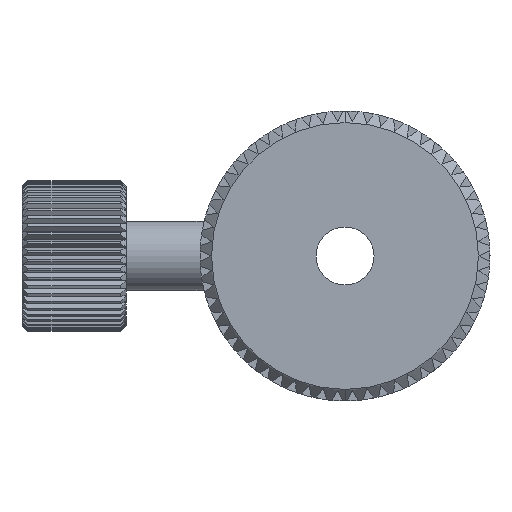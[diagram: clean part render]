
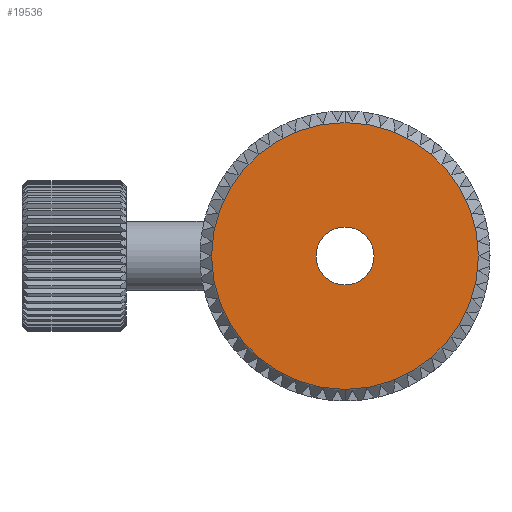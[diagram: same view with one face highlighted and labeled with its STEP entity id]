
A CAD part, front view. The second image highlights one B-rep face of the part: STEP entity #19536.
In plain terms, the highlighted planar face has unit normal (0, -1, 0).
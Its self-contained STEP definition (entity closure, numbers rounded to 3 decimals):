
#1616 = ORIENTED_EDGE ( 'NONE', *, *, #28747, .F. ) ;
#2348 = EDGE_CURVE ( 'NONE', #26928, #10767, #10510, .T. ) ;
#2821 = DIRECTION ( 'NONE',  ( 0., 0., -1. ) ) ;
#3639 = DIRECTION ( 'NONE',  ( 0., 0., 1. ) ) ;
#4554 = VERTEX_POINT ( 'NONE', #22430 ) ;
#4813 = FACE_OUTER_BOUND ( 'NONE', #27617, .T. ) ;
#5284 = ORIENTED_EDGE ( 'NONE', *, *, #13922, .T. ) ;
#6052 = AXIS2_PLACEMENT_3D ( 'NONE', #33809, #13169, #2821 ) ;
#6260 = CARTESIAN_POINT ( 'NONE',  ( 0., 0., 0. ) ) ;
#6573 = CARTESIAN_POINT ( 'NONE',  ( 0., 0., -2.5 ) ) ;
#6577 = CIRCLE ( 'NONE', #11431, 11.5 ) ;
#6853 = CIRCLE ( 'NONE', #6052, 2.5 ) ;
#6911 = CARTESIAN_POINT ( 'NONE',  ( 0., 0., 2.5 ) ) ;
#7598 = CARTESIAN_POINT ( 'NONE',  ( 0., 0., 0. ) ) ;
#10055 = ORIENTED_EDGE ( 'NONE', *, *, #24960, .T. ) ;
#10510 = CIRCLE ( 'NONE', #15685, 2.5 ) ;
#10767 = VERTEX_POINT ( 'NONE', #6573 ) ;
#11324 = PLANE ( 'NONE',  #21599 ) ;
#11431 = AXIS2_PLACEMENT_3D ( 'NONE', #6260, #30199, #3639 ) ;
#13169 = DIRECTION ( 'NONE',  ( 0., -1., 0. ) ) ;
#13922 = EDGE_CURVE ( 'NONE', #4554, #20088, #17246, .T. ) ;
#14035 = CARTESIAN_POINT ( 'NONE',  ( 0., 0., -11.5 ) ) ;
#15424 = DIRECTION ( 'NONE',  ( 0., 0., -1. ) ) ;
#15685 = AXIS2_PLACEMENT_3D ( 'NONE', #7598, #22944, #15424 ) ;
#16022 = DIRECTION ( 'NONE',  ( 0., -1., 0. ) ) ;
#16560 = DIRECTION ( 'NONE',  ( 0., 1., 0. ) ) ;
#17246 = CIRCLE ( 'NONE', #28010, 11.5 ) ;
#18745 = DIRECTION ( 'NONE',  ( 0., 0., 1. ) ) ;
#19536 = ADVANCED_FACE ( 'NONE', ( #22019, #4813 ), #11324, .F. ) ;
#20088 = VERTEX_POINT ( 'NONE', #14035 ) ;
#21599 = AXIS2_PLACEMENT_3D ( 'NONE', #32171, #16560, #18745 ) ;
#22019 = FACE_BOUND ( 'NONE', #22594, .T. ) ;
#22430 = CARTESIAN_POINT ( 'NONE',  ( 0., 0., 11.5 ) ) ;
#22594 = EDGE_LOOP ( 'NONE', ( #1616, #27644 ) ) ;
#22944 = DIRECTION ( 'NONE',  ( 0., -1., 0. ) ) ;
#24960 = EDGE_CURVE ( 'NONE', #20088, #4554, #6577, .T. ) ;
#26150 = CARTESIAN_POINT ( 'NONE',  ( 0., 0., 0. ) ) ;
#26928 = VERTEX_POINT ( 'NONE', #6911 ) ;
#27617 = EDGE_LOOP ( 'NONE', ( #5284, #10055 ) ) ;
#27644 = ORIENTED_EDGE ( 'NONE', *, *, #2348, .F. ) ;
#28010 = AXIS2_PLACEMENT_3D ( 'NONE', #26150, #16022, #28864 ) ;
#28747 = EDGE_CURVE ( 'NONE', #10767, #26928, #6853, .T. ) ;
#28864 = DIRECTION ( 'NONE',  ( 0., 0., 1. ) ) ;
#30199 = DIRECTION ( 'NONE',  ( 0., -1., 0. ) ) ;
#32171 = CARTESIAN_POINT ( 'NONE',  ( 0., 0., 0. ) ) ;
#33809 = CARTESIAN_POINT ( 'NONE',  ( 0., 0., 0. ) ) ;
